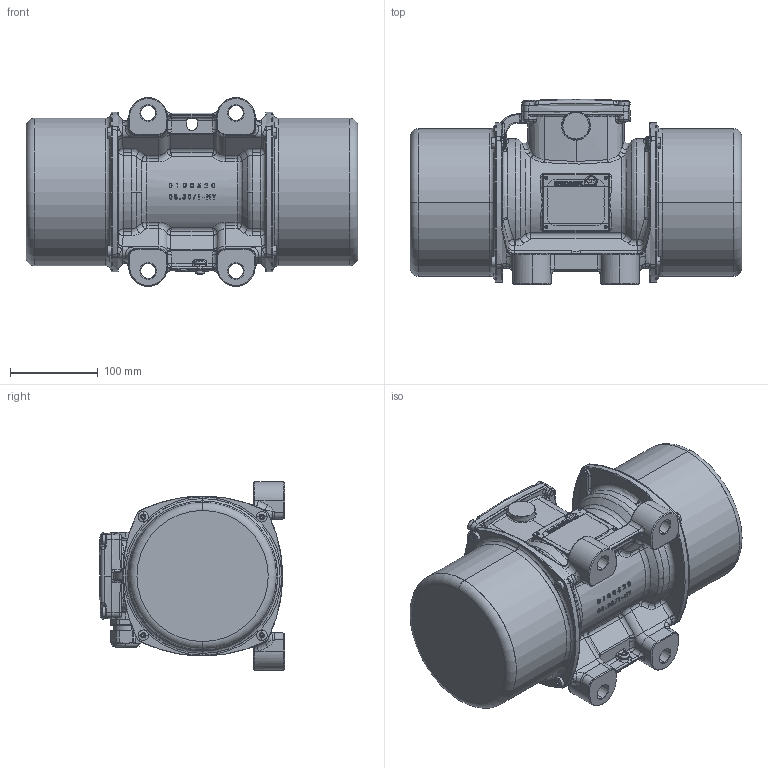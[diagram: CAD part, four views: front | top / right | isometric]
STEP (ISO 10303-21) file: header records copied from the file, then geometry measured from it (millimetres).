
FILE_DESCRIPTION (( 'STEP AP214' ), '1' );
FILE_NAME ('NEA-NEG 25700-50-60Hz.STEP', '2022-05-12T08:30:24', ( '' ), ( '' ), 'SwSTEP 2.0', 'SolidWorks 2015', '' );
FILE_SCHEMA (( 'AUTOMOTIVE_DESIGN' ));
Length unit declared in the file: millimetre
Products named in the file (1): NEA-NEG 25700-50-60Hz
Bounding box: 378 x 211.15 x 215 mm (x, y, z)
Volume: 1586993 mm3; surface area: 704964.9 mm2
Topology: 22 solids, 22 shells, 3176 faces, 8462 edges, 5449 vertices
Faces by surface type: bspline 925, plane 912, cylinder 708, torus 312, cone 272, sphere 47
Entity records: 147218 total; most frequent: CARTESIAN_POINT 73821, ORIENTED_EDGE 16682, DIRECTION 12812, EDGE_CURVE 8341, VERTEX_POINT 5449, AXIS2_PLACEMENT_3D 4820, EDGE_LOOP 3496, ADVANCED_FACE 3176
